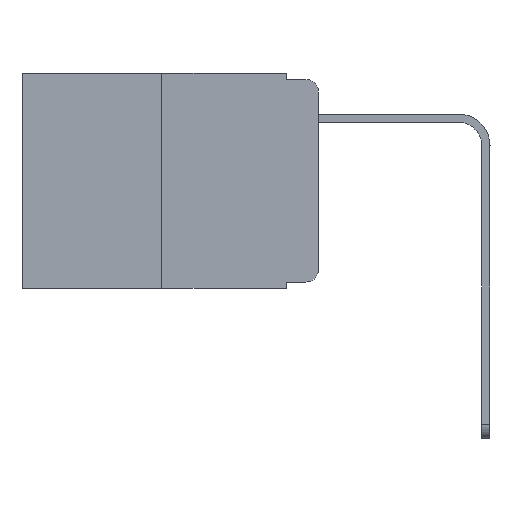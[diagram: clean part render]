
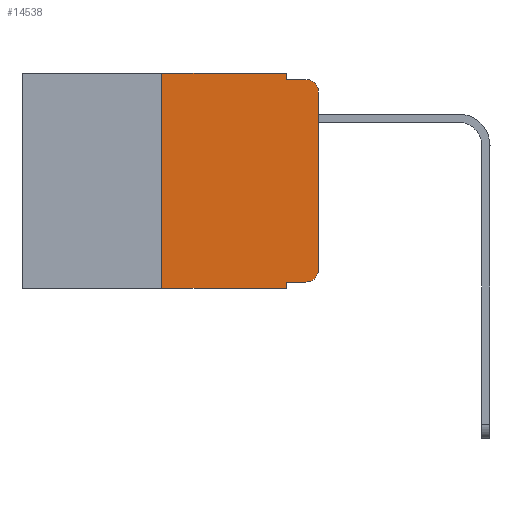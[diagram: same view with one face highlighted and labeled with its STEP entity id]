
A CAD part, left-side view. The second image highlights one B-rep face of the part: STEP entity #14538.
In plain terms, the highlighted planar face has unit normal (-1, 0, 0).
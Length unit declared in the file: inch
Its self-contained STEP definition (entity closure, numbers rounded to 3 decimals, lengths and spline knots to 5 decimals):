
#258 = CARTESIAN_POINT ( 'NONE',  ( 0., 0.02, -0.03 ) ) ;
#380 = EDGE_CURVE ( 'NONE', #6737, #3686, #7696, .T. ) ;
#399 = CARTESIAN_POINT ( 'NONE',  ( 0., 0.02, -0.333 ) ) ;
#553 = VERTEX_POINT ( 'NONE', #7260 ) ;
#612 = DIRECTION ( 'NONE',  ( 0., -1., 0. ) ) ;
#1435 = DIRECTION ( 'NONE',  ( -1., 0., 0. ) ) ;
#1492 = PLANE ( 'NONE',  #8110 ) ;
#1528 = CARTESIAN_POINT ( 'NONE',  ( 0., 0.473, -0.343 ) ) ;
#1534 = DIRECTION ( 'NONE',  ( 0., 0., -1. ) ) ;
#1574 = DIRECTION ( 'NONE',  ( 0., -1., 0. ) ) ;
#1655 = LINE ( 'NONE', #5171, #11321 ) ;
#1921 = CARTESIAN_POINT ( 'NONE',  ( 0., 0.25, -0.343 ) ) ;
#2050 = EDGE_CURVE ( 'NONE', #4505, #3380, #7502, .T. ) ;
#2312 = VERTEX_POINT ( 'NONE', #2672 ) ;
#2621 = DIRECTION ( 'NONE',  ( 0., 0., -1. ) ) ;
#2672 = CARTESIAN_POINT ( 'NONE',  ( 0., 0.051, -0.333 ) ) ;
#2955 = CIRCLE ( 'NONE', #11464, 0.02 ) ;
#3037 = EDGE_CURVE ( 'NONE', #2312, #13119, #14505, .T. ) ;
#3049 = ORIENTED_EDGE ( 'NONE', *, *, #13158, .F. ) ;
#3171 = DIRECTION ( 'NONE',  ( 0., 0., 1. ) ) ;
#3333 = ORIENTED_EDGE ( 'NONE', *, *, #380, .F. ) ;
#3380 = VERTEX_POINT ( 'NONE', #12070 ) ;
#3457 = ORIENTED_EDGE ( 'NONE', *, *, #3037, .F. ) ;
#3489 = LINE ( 'NONE', #1528, #12085 ) ;
#3686 = VERTEX_POINT ( 'NONE', #6049 ) ;
#3947 = EDGE_CURVE ( 'NONE', #9910, #7085, #5864, .T. ) ;
#4342 = EDGE_CURVE ( 'NONE', #3686, #9910, #13426, .T. ) ;
#4422 = EDGE_CURVE ( 'NONE', #2312, #12619, #1655, .T. ) ;
#4505 = VERTEX_POINT ( 'NONE', #6358 ) ;
#4661 = CARTESIAN_POINT ( 'NONE',  ( 0., 0.051, -0.01 ) ) ;
#4801 = CARTESIAN_POINT ( 'NONE',  ( 0., 0.051, -0.343 ) ) ;
#5054 = DIRECTION ( 'NONE',  ( 0., -1., 0. ) ) ;
#5171 = CARTESIAN_POINT ( 'NONE',  ( 0., 0.051, -0.333 ) ) ;
#5864 = LINE ( 'NONE', #6937, #6751 ) ;
#6049 = CARTESIAN_POINT ( 'NONE',  ( 0., 0.25, 0. ) ) ;
#6358 = CARTESIAN_POINT ( 'NONE',  ( 0., 0., -0.313 ) ) ;
#6474 = VECTOR ( 'NONE', #3171, 39.37008 ) ;
#6737 = VERTEX_POINT ( 'NONE', #1921 ) ;
#6751 = VECTOR ( 'NONE', #1534, 39.37008 ) ;
#6937 = CARTESIAN_POINT ( 'NONE',  ( 0., 0.051, 0. ) ) ;
#6989 = VECTOR ( 'NONE', #13767, 39.37008 ) ;
#7085 = VERTEX_POINT ( 'NONE', #13594 ) ;
#7110 = ORIENTED_EDGE ( 'NONE', *, *, #4422, .T. ) ;
#7260 = CARTESIAN_POINT ( 'NONE',  ( 0., 0.02, -0.01 ) ) ;
#7502 = LINE ( 'NONE', #11796, #6989 ) ;
#7634 = DIRECTION ( 'NONE',  ( 0., 0., -1. ) ) ;
#7696 = LINE ( 'NONE', #9070, #6474 ) ;
#8110 = AXIS2_PLACEMENT_3D ( 'NONE', #12712, #10418, #2621 ) ;
#8207 = DIRECTION ( 'NONE',  ( 0., -1., 0. ) ) ;
#8586 = ORIENTED_EDGE ( 'NONE', *, *, #10404, .T. ) ;
#8786 = DIRECTION ( 'NONE',  ( 0., 0., -1. ) ) ;
#8935 = CARTESIAN_POINT ( 'NONE',  ( 0., 0.02, -0.313 ) ) ;
#9070 = CARTESIAN_POINT ( 'NONE',  ( 0., 0.25, 0. ) ) ;
#9215 = CARTESIAN_POINT ( 'NONE',  ( 0., 0.051, 0. ) ) ;
#9390 = CARTESIAN_POINT ( 'NONE',  ( 0., 0.473, 0. ) ) ;
#9910 = VERTEX_POINT ( 'NONE', #9215 ) ;
#10318 = EDGE_LOOP ( 'NONE', ( #11712, #8586, #3049, #11676, #11040, #3333, #10583, #3457, #7110, #10392 ) ) ;
#10392 = ORIENTED_EDGE ( 'NONE', *, *, #13476, .T. ) ;
#10404 = EDGE_CURVE ( 'NONE', #3380, #553, #13393, .T. ) ;
#10418 = DIRECTION ( 'NONE',  ( 1., 0., 0. ) ) ;
#10583 = ORIENTED_EDGE ( 'NONE', *, *, #13314, .T. ) ;
#10590 = AXIS2_PLACEMENT_3D ( 'NONE', #258, #1435, #12576 ) ;
#10601 = VECTOR ( 'NONE', #5054, 39.37008 ) ;
#11040 = ORIENTED_EDGE ( 'NONE', *, *, #4342, .F. ) ;
#11189 = DIRECTION ( 'NONE',  ( -1., 0., 0. ) ) ;
#11321 = VECTOR ( 'NONE', #612, 39.37008 ) ;
#11464 = AXIS2_PLACEMENT_3D ( 'NONE', #8935, #11189, #8786 ) ;
#11676 = ORIENTED_EDGE ( 'NONE', *, *, #3947, .F. ) ;
#11712 = ORIENTED_EDGE ( 'NONE', *, *, #2050, .T. ) ;
#11723 = LINE ( 'NONE', #4661, #12445 ) ;
#11796 = CARTESIAN_POINT ( 'NONE',  ( 0., 0., 0. ) ) ;
#12070 = CARTESIAN_POINT ( 'NONE',  ( 0., 0., -0.03 ) ) ;
#12085 = VECTOR ( 'NONE', #1574, 39.37008 ) ;
#12445 = VECTOR ( 'NONE', #8207, 39.37008 ) ;
#12576 = DIRECTION ( 'NONE',  ( 0., 0., -1. ) ) ;
#12619 = VERTEX_POINT ( 'NONE', #399 ) ;
#12712 = CARTESIAN_POINT ( 'NONE',  ( 0., 0.473, 0. ) ) ;
#13119 = VERTEX_POINT ( 'NONE', #4801 ) ;
#13158 = EDGE_CURVE ( 'NONE', #7085, #553, #11723, .T. ) ;
#13314 = EDGE_CURVE ( 'NONE', #6737, #13119, #3489, .T. ) ;
#13393 = CIRCLE ( 'NONE', #10590, 0.02 ) ;
#13426 = LINE ( 'NONE', #9390, #10601 ) ;
#13476 = EDGE_CURVE ( 'NONE', #12619, #4505, #2955, .T. ) ;
#13594 = CARTESIAN_POINT ( 'NONE',  ( 0., 0.051, -0.01 ) ) ;
#13767 = DIRECTION ( 'NONE',  ( 0., 0., 1. ) ) ;
#13968 = VECTOR ( 'NONE', #7634, 39.37008 ) ;
#14000 = FACE_OUTER_BOUND ( 'NONE', #10318, .T. ) ;
#14359 = CARTESIAN_POINT ( 'NONE',  ( 0., 0.051, 0. ) ) ;
#14505 = LINE ( 'NONE', #14359, #13968 ) ;
#14538 = ADVANCED_FACE ( 'NONE', ( #14000 ), #1492, .F. ) ;
